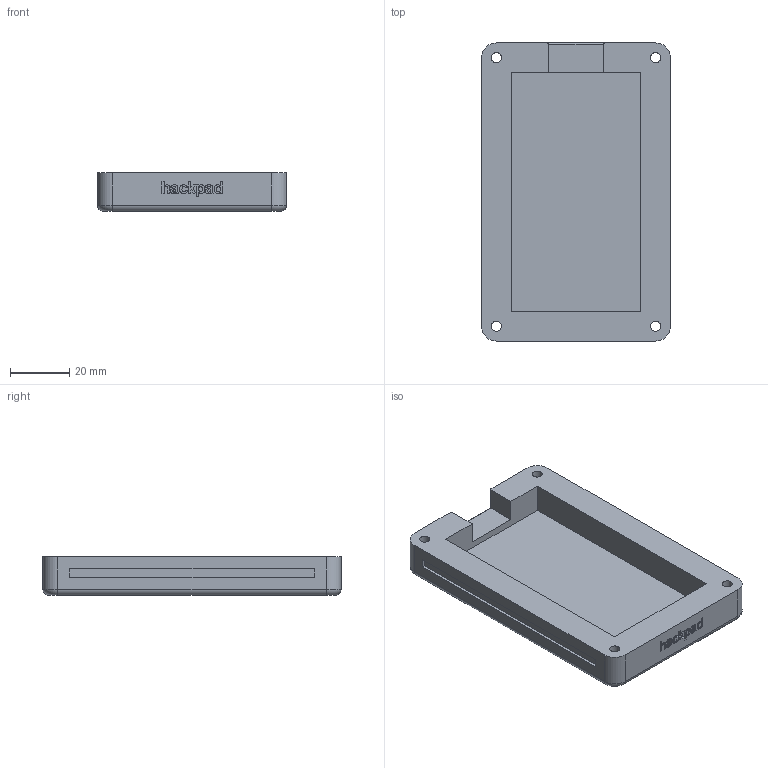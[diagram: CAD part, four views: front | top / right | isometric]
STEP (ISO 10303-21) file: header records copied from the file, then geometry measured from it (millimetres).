
FILE_DESCRIPTION(/* description */ (''),/* implementation_level */ '2;1');
FILE_NAME(/* name */ 'base.step',/* time_stamp */ '2025-12-18T15:17:38+05:00',/* author */ (''),/* organization */ (''),/* preprocessor_version */ 'ST-DEVELOPER v20.1',/* originating_system */ 'Autodesk Translation Framework v14.21.0.0',/* authorisation */ '');
FILE_SCHEMA (('AUTOMOTIVE_DESIGN { 1 0 10303 214 3 1 1 }'));
Length unit declared in the file: millimetre
Products named in the file (2): base; Ahmad's hackpad
Bounding box: 64 x 101 x 13 mm (x, y, z)
Volume: 45099.3 mm3; surface area: 20412.5 mm2
Topology: 1 solids, 1 shells, 419 faces, 1138 edges, 752 vertices
Faces by surface type: plane 212, bspline 184, cylinder 19, torus 4
Full cylindrical faces by diameter (mm): 3.4 x4, 6 x4
Entity records: 14843 total; most frequent: CARTESIAN_POINT 5440, ORIENTED_EDGE 2276, DIRECTION 1288, EDGE_CURVE 1138, VERTEX_POINT 752, LINE 728, VECTOR 728, EDGE_LOOP 458
